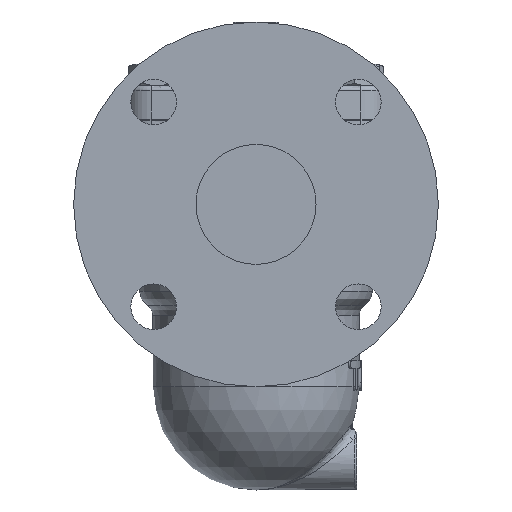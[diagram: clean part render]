
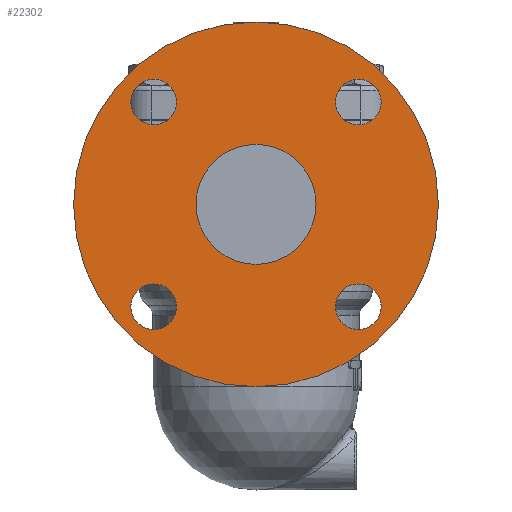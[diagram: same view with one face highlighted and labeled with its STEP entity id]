
A CAD part, left-side view. The second image highlights one B-rep face of the part: STEP entity #22302.
In plain terms, the highlighted planar face has unit normal (-1, 0, 0).
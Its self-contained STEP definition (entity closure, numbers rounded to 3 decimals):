
#21214=CARTESIAN_POINT('',(-118.,0.,57.));
#21215=VERTEX_POINT('',#21214);
#21216=CARTESIAN_POINT('',(-118.0,0.0,-19.));
#21217=DIRECTION('',(1.0,0.0,0.0));
#21218=DIRECTION('',(0.0,0.0,-1.0));
#21219=AXIS2_PLACEMENT_3D('',#21216,#21217,#21218);
#21220=CIRCLE('',#21219,76.0);
#21221=EDGE_CURVE('',#21215,#21215,#21220,.T.);
#21333=CARTESIAN_POINT('',(-118.0,0.,6.));
#21334=VERTEX_POINT('',#21333);
#21335=CARTESIAN_POINT('',(-118.0,0.0,-19.));
#21336=DIRECTION('',(1.0,0.0,0.0));
#21337=DIRECTION('',(0.0,0.0,-1.0));
#21338=AXIS2_PLACEMENT_3D('',#21335,#21336,#21337);
#21339=CIRCLE('',#21338,25.0);
#21340=EDGE_CURVE('',#21334,#21334,#21339,.T.);
#21383=CARTESIAN_POINT('',(-118.0,-33.139,-61.639));
#21384=VERTEX_POINT('',#21383);
#21385=CARTESIAN_POINT('',(-118.0,-42.639,-61.639));
#21386=DIRECTION('',(1.0,0.0,0.0));
#21387=DIRECTION('',(0.0,1.0,0.0));
#21388=AXIS2_PLACEMENT_3D('',#21385,#21386,#21387);
#21389=CIRCLE('',#21388,9.5);
#21390=EDGE_CURVE('',#21384,#21384,#21389,.T.);
#21424=CARTESIAN_POINT('',(-118.0,-42.639,14.139));
#21425=VERTEX_POINT('',#21424);
#21426=CARTESIAN_POINT('',(-118.0,-42.639,23.639));
#21427=DIRECTION('',(1.0,0.0,0.0));
#21428=DIRECTION('',(0.0,0.0,-1.0));
#21429=AXIS2_PLACEMENT_3D('',#21426,#21427,#21428);
#21430=CIRCLE('',#21429,9.5);
#21431=EDGE_CURVE('',#21425,#21425,#21430,.T.);
#21465=CARTESIAN_POINT('',(-118.0,33.139,23.639));
#21466=VERTEX_POINT('',#21465);
#21467=CARTESIAN_POINT('',(-118.0,42.639,23.639));
#21468=DIRECTION('',(1.0,0.0,0.0));
#21469=DIRECTION('',(0.0,-1.0,0.0));
#21470=AXIS2_PLACEMENT_3D('',#21467,#21468,#21469);
#21471=CIRCLE('',#21470,9.5);
#21472=EDGE_CURVE('',#21466,#21466,#21471,.T.);
#21506=CARTESIAN_POINT('',(-118.0,42.639,-52.139));
#21507=VERTEX_POINT('',#21506);
#21508=CARTESIAN_POINT('',(-118.0,42.639,-61.639));
#21509=DIRECTION('',(1.0,0.0,0.0));
#21510=DIRECTION('',(0.0,0.0,1.0));
#21511=AXIS2_PLACEMENT_3D('',#21508,#21509,#21510);
#21512=CIRCLE('',#21511,9.5);
#21513=EDGE_CURVE('',#21507,#21507,#21512,.T.);
#22279=CARTESIAN_POINT('',(-118.0,0.0,-38.0));
#22280=DIRECTION('',(-1.0,0.0,0.0));
#22281=DIRECTION('',(0.0,0.0,1.0));
#22282=AXIS2_PLACEMENT_3D('',#22279,#22280,#22281);
#22283=PLANE('',#22282);
#22284=ORIENTED_EDGE('',*,*,#21221,.F.);
#22285=EDGE_LOOP('',(#22284));
#22286=FACE_OUTER_BOUND('',#22285,.T.);
#22287=ORIENTED_EDGE('',*,*,#21340,.T.);
#22288=EDGE_LOOP('',(#22287));
#22289=FACE_BOUND('',#22288,.T.);
#22290=ORIENTED_EDGE('',*,*,#21390,.T.);
#22291=EDGE_LOOP('',(#22290));
#22292=FACE_BOUND('',#22291,.T.);
#22293=ORIENTED_EDGE('',*,*,#21431,.T.);
#22294=EDGE_LOOP('',(#22293));
#22295=FACE_BOUND('',#22294,.T.);
#22296=ORIENTED_EDGE('',*,*,#21472,.T.);
#22297=EDGE_LOOP('',(#22296));
#22298=FACE_BOUND('',#22297,.T.);
#22299=ORIENTED_EDGE('',*,*,#21513,.T.);
#22300=EDGE_LOOP('',(#22299));
#22301=FACE_BOUND('',#22300,.T.);
#22302=ADVANCED_FACE('',(#22286,#22289,#22292,#22295,#22298,#22301),#22283,.T.);
